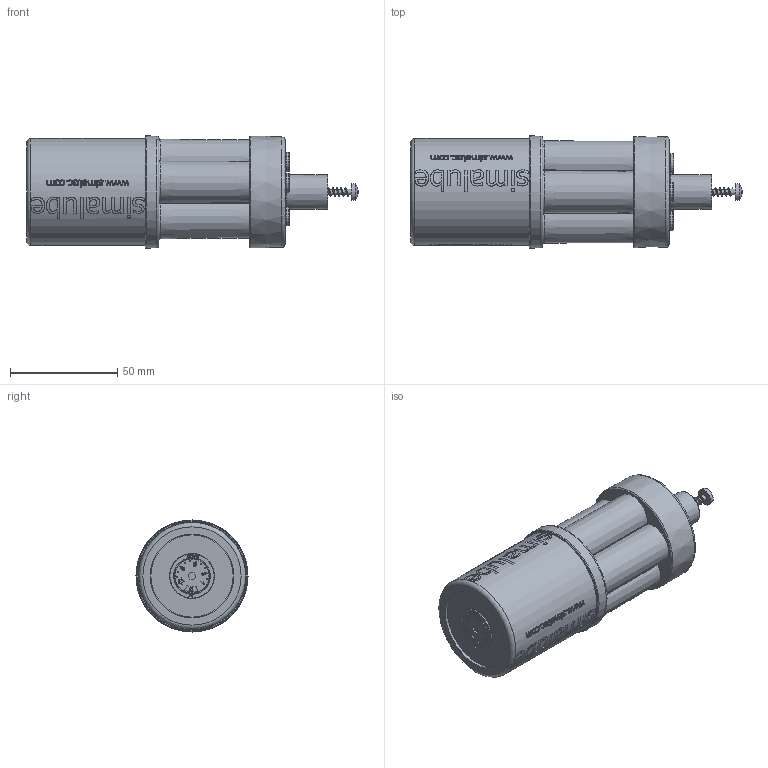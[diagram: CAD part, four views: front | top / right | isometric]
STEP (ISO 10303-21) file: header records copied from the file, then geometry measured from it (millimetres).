
FILE_DESCRIPTION((''),'2;1');
FILE_NAME('SLM_5x8_00.stp','2012-09-14T10:08:17',('pascalzweiacker'),(''),'Autodesk Inventor 2012','Autodesk Inventor 2012','');
FILE_SCHEMA(('AUTOMOTIVE_DESIGN { 1 0 10303 214 1 1 1 1 }'));
Length unit declared in the file: millimetre
Products named in the file (1): SLM_5x8_00
Bounding box: 155.07 x 52.39 x 52.39 mm (x, y, z)
Volume: 225543.2 mm3; surface area: 27603.5 mm2
Topology: 1 solids, 1 shells, 1517 faces, 4055 edges, 2687 vertices
Faces by surface type: bspline 732, plane 575, cylinder 141, cone 51, torus 17, sphere 1
Full cylindrical faces by diameter (mm): 0.4 x5, 0.5 x7, 2.5 x1, 4 x5, 7 x5, 9 x5, 16.1 x1, 17.05 x1, 20.85 x1, 20.92 x1, 38.4 x1, 39 x1, 50 x1
Entity records: 209852 total; most frequent: CARTESIAN_POINT 177549, ORIENTED_EDGE 7918, DIRECTION 4040, EDGE_CURVE 3959, VERTEX_POINT 2662, EDGE_LOOP 1735, B_SPLINE_CURVE_WITH_KNOTS 1710, VECTOR 1586
